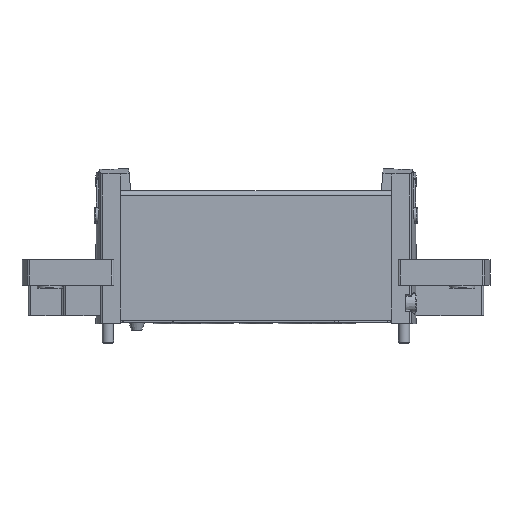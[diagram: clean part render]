
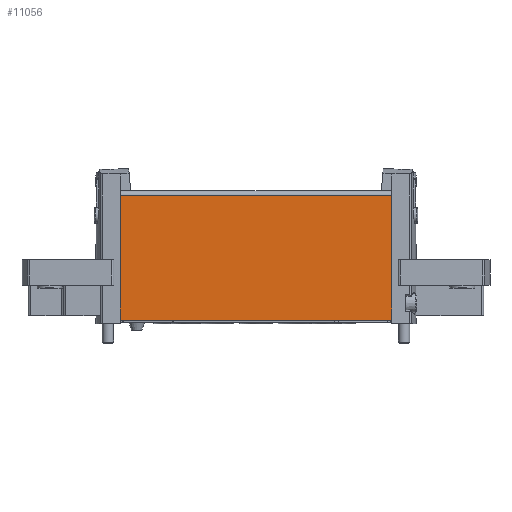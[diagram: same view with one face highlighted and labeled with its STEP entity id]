
A CAD part, top view. The second image highlights one B-rep face of the part: STEP entity #11056.
In plain terms, the highlighted planar face has unit normal (0, 0, 1).
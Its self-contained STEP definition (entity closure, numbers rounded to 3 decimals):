
#132=PLANE('',#11774);
#593=LINE('',#16314,#1214);
#596=LINE('',#16320,#1217);
#597=LINE('',#16322,#1218);
#598=LINE('',#16324,#1219);
#1214=VECTOR('',#13218,1000.);
#1217=VECTOR('',#13225,1000.);
#1218=VECTOR('',#13226,1000.);
#1219=VECTOR('',#13227,1000.);
#2099=ORIENTED_EDGE('',*,*,#4483,.T.);
#2100=ORIENTED_EDGE('',*,*,#4484,.F.);
#2101=ORIENTED_EDGE('',*,*,#4485,.F.);
#2102=ORIENTED_EDGE('',*,*,#4479,.T.);
#4479=EDGE_CURVE('',#5659,#5658,#593,.T.);
#4483=EDGE_CURVE('',#5658,#5660,#596,.T.);
#4484=EDGE_CURVE('',#5661,#5660,#597,.T.);
#4485=EDGE_CURVE('',#5659,#5661,#598,.T.);
#5658=VERTEX_POINT('',#16313);
#5659=VERTEX_POINT('',#16315);
#5660=VERTEX_POINT('',#16321);
#5661=VERTEX_POINT('',#16323);
#6777=EDGE_LOOP('',(#2099,#2100,#2101,#2102));
#7506=FACE_BOUND('',#6777,.T.);
#11056=ADVANCED_FACE('',(#7506),#132,.F.);
#11774=AXIS2_PLACEMENT_3D('',#16319,#13223,#13224);
#13218=DIRECTION('',(-1.,0.,0.));
#13223=DIRECTION('',(0.,0.,-1.));
#13224=DIRECTION('',(-1.,0.,0.));
#13225=DIRECTION('',(0.,-1.,0.));
#13226=DIRECTION('',(-1.,0.,0.));
#13227=DIRECTION('',(0.,-1.,0.));
#16313=CARTESIAN_POINT('',(-30.45,28.,7.2));
#16314=CARTESIAN_POINT('',(30.45,28.,7.2));
#16315=CARTESIAN_POINT('',(30.45,28.,7.2));
#16319=CARTESIAN_POINT('',(30.45,28.,7.2));
#16320=CARTESIAN_POINT('',(-30.45,28.,7.2));
#16321=CARTESIAN_POINT('',(-30.45,0.,7.2));
#16322=CARTESIAN_POINT('',(30.45,0.,7.2));
#16323=CARTESIAN_POINT('',(30.45,0.,7.2));
#16324=CARTESIAN_POINT('',(30.45,28.,7.2));
